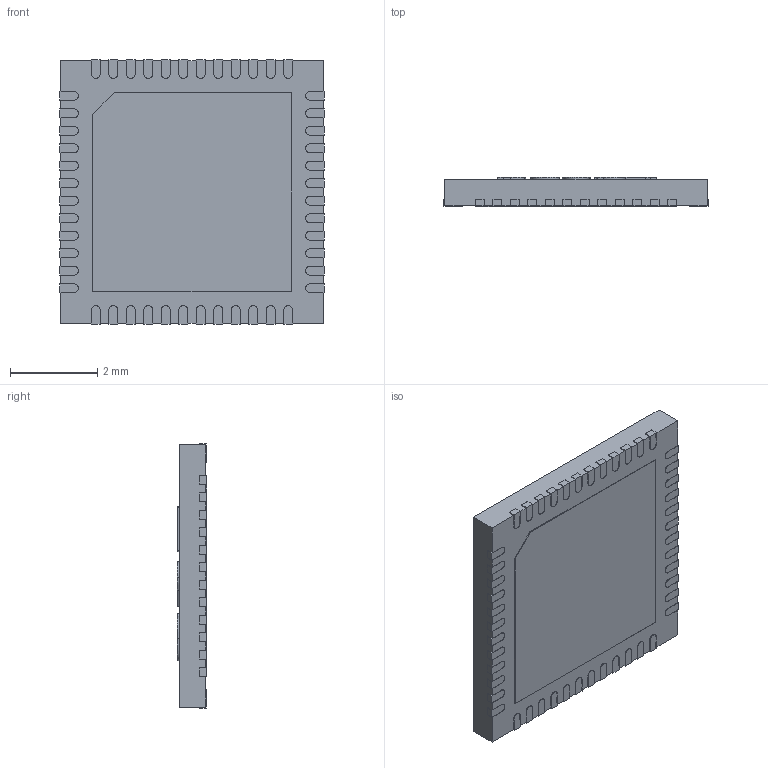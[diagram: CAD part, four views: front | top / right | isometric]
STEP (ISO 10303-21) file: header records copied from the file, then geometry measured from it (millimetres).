
FILE_DESCRIPTION (( 'STEP AP214' ), '1' );
FILE_NAME ('3F623151-9FAD-4F7F-8519-0EF477FADC4C.STEP', '2025-06-27T01:48:24', ( '' ), ( '' ), 'SwSTEP 2.0', 'SolidWorks 2022', '' );
FILE_SCHEMA (( 'AUTOMOTIVE_DESIGN' ));
Length unit declared in the file: millimetre
Products named in the file (1): 3F623151-9FAD-4F7F-8519-0EF477FADC4C
Bounding box: 6.04 x 0.67 x 6.04 mm (x, y, z)
Volume: 22.2 mm3; surface area: 90.5 mm2
Topology: 1 solids, 1 shells, 455 faces, 1288 edges, 858 vertices
Faces by surface type: plane 359, cylinder 62, bspline 34
Entity records: 18064 total; most frequent: CARTESIAN_POINT 6152, ORIENTED_EDGE 2576, DIRECTION 2190, EDGE_CURVE 1288, VECTOR 1098, LINE 1098, VERTEX_POINT 858, AXIS2_PLACEMENT_3D 546
